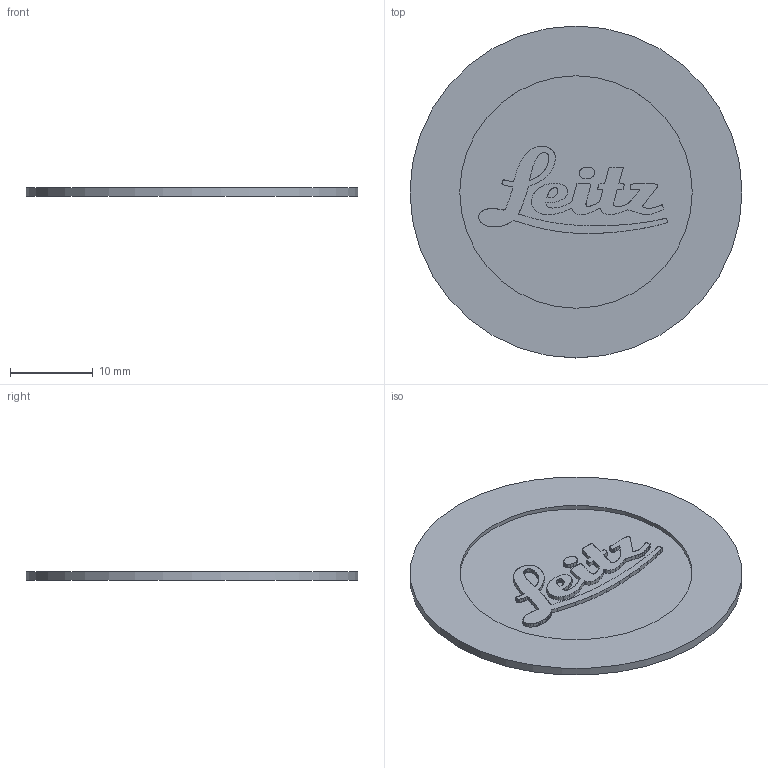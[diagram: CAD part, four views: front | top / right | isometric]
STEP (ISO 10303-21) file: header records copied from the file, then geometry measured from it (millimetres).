
FILE_DESCRIPTION(('HOOPS Exchange Step'),'2;1');
FILE_NAME('temp_export','2023-06-27T15:24:28-04:00',('gmoua'),('Shapr3D Limited'),'HOOPS Exchange 2022.2','Shapr3D','Authorized');
FILE_SCHEMA( ('AUTOMOTIVE_DESIGN { 1 0 10303 214 1 1 1 1 }') );
Length unit declared in the file: millimetre
Products named in the file (1): 43mm Lens Cap Nameplate
Bounding box: 40 x 40 x 1 mm (x, y, z)
Volume: 990.8 mm3; surface area: 2760.3 mm2
Topology: 1 solids, 1 shells, 411 faces, 1211 edges, 808 vertices
Faces by surface type: cylinder 366, plane 45
Full cylindrical faces by diameter (mm): 28 x1, 40 x1
Entity records: 14159 total; most frequent: DIRECTION 2769, CARTESIAN_POINT 2431, ORIENTED_EDGE 2422, EDGE_CURVE 1211, AXIS2_PLACEMENT_3D 1146, VERTEX_POINT 808, CIRCLE 734, VECTOR 477
